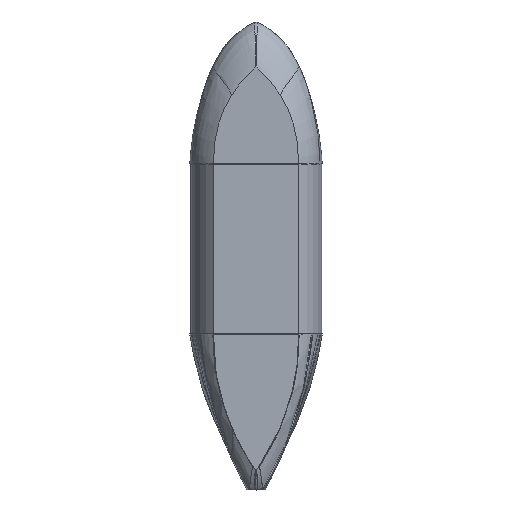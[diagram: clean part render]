
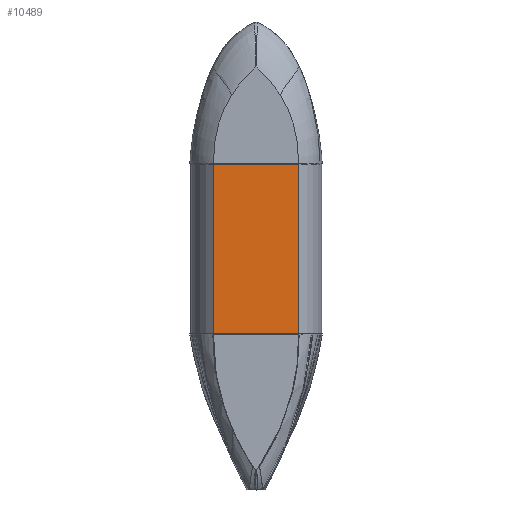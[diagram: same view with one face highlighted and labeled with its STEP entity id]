
A CAD part, front view. The second image highlights one B-rep face of the part: STEP entity #10489.
In plain terms, the highlighted planar face has unit normal (0, -1, 0).
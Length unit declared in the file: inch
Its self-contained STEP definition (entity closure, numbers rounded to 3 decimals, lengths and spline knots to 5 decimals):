
#335 = VECTOR ( 'NONE', #14934, 39.37008 ) ;
#475 = LINE ( 'NONE', #5912, #335 ) ;
#1482 = VERTEX_POINT ( 'NONE', #18124 ) ;
#2334 = PLANE ( 'NONE',  #7137 ) ;
#3111 = VERTEX_POINT ( 'NONE', #4039 ) ;
#3231 = CARTESIAN_POINT ( 'NONE',  ( -18.13661, -12.48365, 0.1 ) ) ;
#4039 = CARTESIAN_POINT ( 'NONE',  ( 17.85973, -12.48365, 72.1 ) ) ;
#4564 = ORIENTED_EDGE ( 'NONE', *, *, #10161, .F. ) ;
#5005 = LINE ( 'NONE', #3231, #12444 ) ;
#5518 = DIRECTION ( 'NONE',  ( 0., 0., -1. ) ) ;
#5912 = CARTESIAN_POINT ( 'NONE',  ( 17.85973, -12.48365, 72.1 ) ) ;
#6896 = ORIENTED_EDGE ( 'NONE', *, *, #21291, .F. ) ;
#7137 = AXIS2_PLACEMENT_3D ( 'NONE', #9793, #13120, #15008 ) ;
#8749 = CARTESIAN_POINT ( 'NONE',  ( 17.85973, -12.48365, 0.1 ) ) ;
#8879 = EDGE_CURVE ( 'NONE', #1482, #21475, #21760, .T. ) ;
#9427 = ORIENTED_EDGE ( 'NONE', *, *, #8879, .T. ) ;
#9793 = CARTESIAN_POINT ( 'NONE',  ( -18.13661, -12.48365, 72.1 ) ) ;
#10161 = EDGE_CURVE ( 'NONE', #3111, #15165, #475, .T. ) ;
#10489 = ADVANCED_FACE ( 'NONE', ( #20461 ), #2334, .F. ) ;
#10563 = VECTOR ( 'NONE', #5518, 39.37008 ) ;
#12166 = EDGE_CURVE ( 'NONE', #21475, #15165, #5005, .T. ) ;
#12245 = LINE ( 'NONE', #21255, #20981 ) ;
#12444 = VECTOR ( 'NONE', #15800, 39.37008 ) ;
#13120 = DIRECTION ( 'NONE',  ( 0., 1., 0. ) ) ;
#14505 = EDGE_LOOP ( 'NONE', ( #16187, #4564, #6896, #9427 ) ) ;
#14934 = DIRECTION ( 'NONE',  ( 0., 0., -1. ) ) ;
#15008 = DIRECTION ( 'NONE',  ( 0., 0., 1. ) ) ;
#15165 = VERTEX_POINT ( 'NONE', #8749 ) ;
#15800 = DIRECTION ( 'NONE',  ( 1., 0., 0. ) ) ;
#16187 = ORIENTED_EDGE ( 'NONE', *, *, #12166, .T. ) ;
#17296 = CARTESIAN_POINT ( 'NONE',  ( -18.13661, -12.48365, 0.1 ) ) ;
#18124 = CARTESIAN_POINT ( 'NONE',  ( -18.13661, -12.48365, 72.1 ) ) ;
#19819 = DIRECTION ( 'NONE',  ( 1., 0., 0. ) ) ;
#20461 = FACE_OUTER_BOUND ( 'NONE', #14505, .T. ) ;
#20981 = VECTOR ( 'NONE', #19819, 39.37008 ) ;
#21255 = CARTESIAN_POINT ( 'NONE',  ( -18.13661, -12.48365, 72.1 ) ) ;
#21291 = EDGE_CURVE ( 'NONE', #1482, #3111, #12245, .T. ) ;
#21475 = VERTEX_POINT ( 'NONE', #17296 ) ;
#21760 = LINE ( 'NONE', #21989, #10563 ) ;
#21989 = CARTESIAN_POINT ( 'NONE',  ( -18.13661, -12.48365, 72.1 ) ) ;
